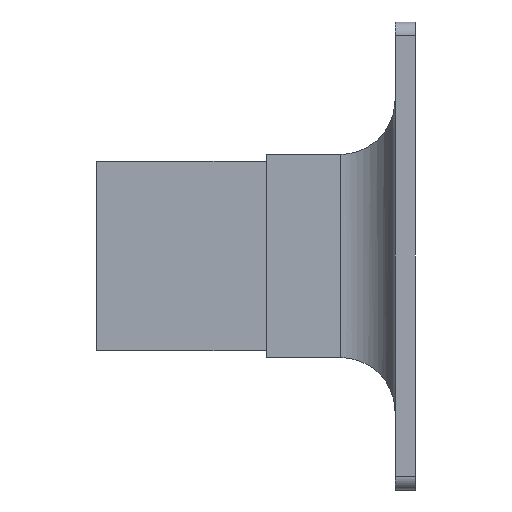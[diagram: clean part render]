
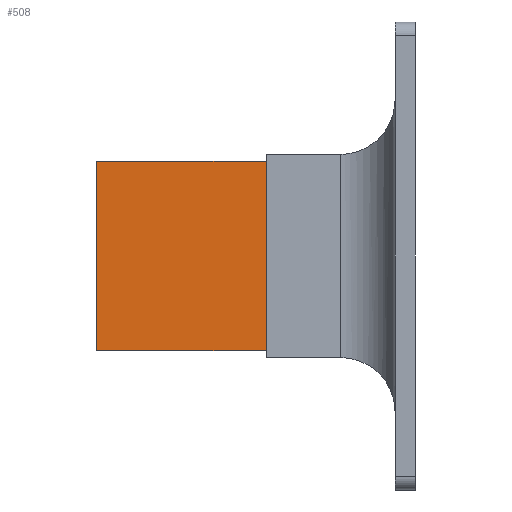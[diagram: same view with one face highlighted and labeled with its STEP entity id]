
A CAD part, left-side view. The second image highlights one B-rep face of the part: STEP entity #508.
In plain terms, the highlighted planar face has unit normal (-1, 0, 0).
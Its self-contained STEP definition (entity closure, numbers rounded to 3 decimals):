
#50 = LINE ( 'NONE', #515, #183 ) ;
#74 = CARTESIAN_POINT ( 'NONE',  ( -14., 22., -14. ) ) ;
#103 = FACE_OUTER_BOUND ( 'NONE', #244, .T. ) ;
#183 = VECTOR ( 'NONE', #392, 1000. ) ;
#204 = VECTOR ( 'NONE', #701, 1000. ) ;
#240 = CARTESIAN_POINT ( 'NONE',  ( -14., 22., 14. ) ) ;
#244 = EDGE_LOOP ( 'NONE', ( #1424, #717, #796, #632 ) ) ;
#245 = LINE ( 'NONE', #1196, #204 ) ;
#280 = EDGE_CURVE ( 'NONE', #284, #1275, #1032, .T. ) ;
#284 = VERTEX_POINT ( 'NONE', #793 ) ;
#312 = PLANE ( 'NONE',  #1370 ) ;
#345 = CARTESIAN_POINT ( 'NONE',  ( -14., 47., 14. ) ) ;
#392 = DIRECTION ( 'NONE',  ( 0., -1., 0. ) ) ;
#447 = CARTESIAN_POINT ( 'NONE',  ( -14., 47., -14. ) ) ;
#506 = CARTESIAN_POINT ( 'NONE',  ( -14., 47., -14. ) ) ;
#508 = ADVANCED_FACE ( 'NONE', ( #103 ), #312, .F. ) ;
#515 = CARTESIAN_POINT ( 'NONE',  ( -14., 47., -14. ) ) ;
#546 = DIRECTION ( 'NONE',  ( 0., 0., 1. ) ) ;
#616 = EDGE_CURVE ( 'NONE', #1240, #284, #245, .T. ) ;
#632 = ORIENTED_EDGE ( 'NONE', *, *, #1268, .T. ) ;
#672 = VECTOR ( 'NONE', #546, 1000. ) ;
#684 = DIRECTION ( 'NONE',  ( 1., 0., 0. ) ) ;
#701 = DIRECTION ( 'NONE',  ( 0., 0., 1. ) ) ;
#717 = ORIENTED_EDGE ( 'NONE', *, *, #280, .F. ) ;
#784 = DIRECTION ( 'NONE',  ( 0., 0., -1. ) ) ;
#793 = CARTESIAN_POINT ( 'NONE',  ( -14., 47., 14. ) ) ;
#796 = ORIENTED_EDGE ( 'NONE', *, *, #616, .F. ) ;
#915 = DIRECTION ( 'NONE',  ( 0., -1., 0. ) ) ;
#922 = EDGE_CURVE ( 'NONE', #1458, #1275, #1125, .T. ) ;
#953 = VECTOR ( 'NONE', #915, 1000. ) ;
#995 = CARTESIAN_POINT ( 'NONE',  ( -14., 22., -14. ) ) ;
#1032 = LINE ( 'NONE', #345, #953 ) ;
#1125 = LINE ( 'NONE', #995, #672 ) ;
#1196 = CARTESIAN_POINT ( 'NONE',  ( -14., 47., -14. ) ) ;
#1240 = VERTEX_POINT ( 'NONE', #506 ) ;
#1268 = EDGE_CURVE ( 'NONE', #1240, #1458, #50, .T. ) ;
#1275 = VERTEX_POINT ( 'NONE', #240 ) ;
#1370 = AXIS2_PLACEMENT_3D ( 'NONE', #447, #684, #784 ) ;
#1424 = ORIENTED_EDGE ( 'NONE', *, *, #922, .T. ) ;
#1458 = VERTEX_POINT ( 'NONE', #74 ) ;
